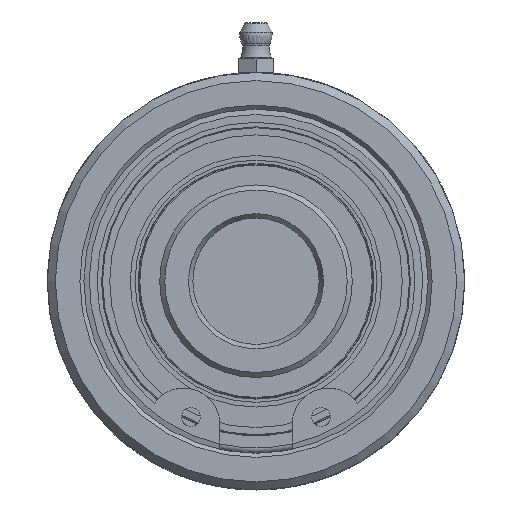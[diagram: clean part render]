
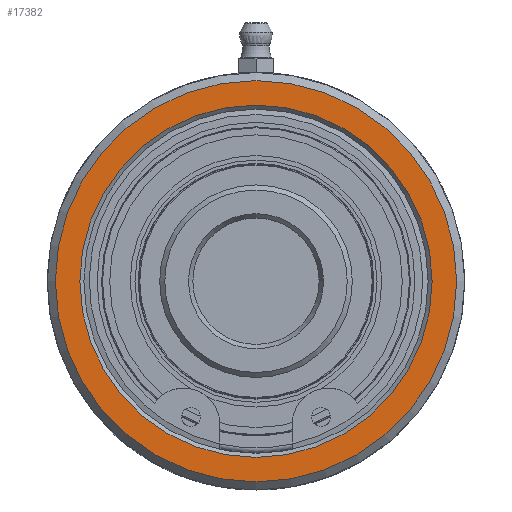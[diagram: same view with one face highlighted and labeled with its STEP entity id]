
A CAD part, left-side view. The second image highlights one B-rep face of the part: STEP entity #17382.
In plain terms, the highlighted planar face has unit normal (-1, 0, 0).
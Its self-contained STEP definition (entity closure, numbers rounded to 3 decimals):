
#186=FACE_BOUND('',#4476,.T.);
#2404=CIRCLE('',#18404,39.7);
#2405=CIRCLE('',#18406,34.85);
#3395=FACE_OUTER_BOUND('',#4475,.T.);
#4475=EDGE_LOOP('',(#15612));
#4476=EDGE_LOOP('',(#15613));
#8278=VERTEX_POINT('',#39070);
#8279=VERTEX_POINT('',#39074);
#10753=EDGE_CURVE('',#8278,#8278,#2404,.T.);
#10754=EDGE_CURVE('',#8279,#8279,#2405,.T.);
#15612=ORIENTED_EDGE('',*,*,#10753,.F.);
#15613=ORIENTED_EDGE('',*,*,#10754,.F.);
#16492=PLANE('',#18405);
#17382=ADVANCED_FACE('',(#3395,#186),#16492,.F.);
#18404=AXIS2_PLACEMENT_3D('',#39072,#21374,#21375);
#18405=AXIS2_PLACEMENT_3D('',#39073,#21376,#21377);
#18406=AXIS2_PLACEMENT_3D('',#39075,#21378,#21379);
#21374=DIRECTION('center_axis',(1.,0.,0.));
#21375=DIRECTION('ref_axis',(0.,0.,
1.));
#21376=DIRECTION('center_axis',(1.,0.,0.));
#21377=DIRECTION('ref_axis',(0.,0.,
1.));
#21378=DIRECTION('center_axis',(-1.,0.,0.));
#21379=DIRECTION('ref_axis',(0.,0.,-1.));
#39070=CARTESIAN_POINT('',(42.01,0.,-39.7));
#39072=CARTESIAN_POINT('Origin',(42.01,0.,0.));
#39073=CARTESIAN_POINT('Origin',(42.01,0.,-20.65));
#39074=CARTESIAN_POINT('',(42.01,0.,34.85));
#39075=CARTESIAN_POINT('Origin',(42.01,0.,0.));
